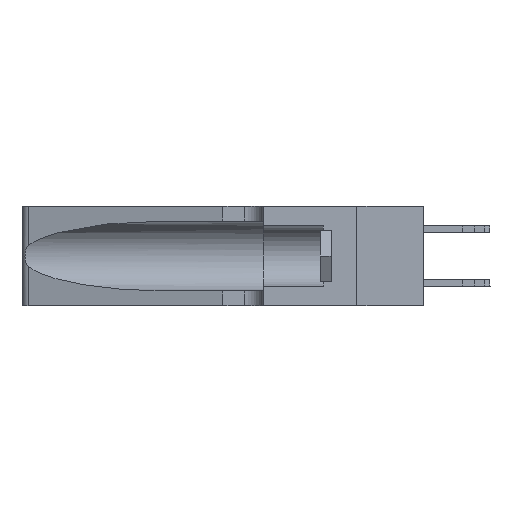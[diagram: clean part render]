
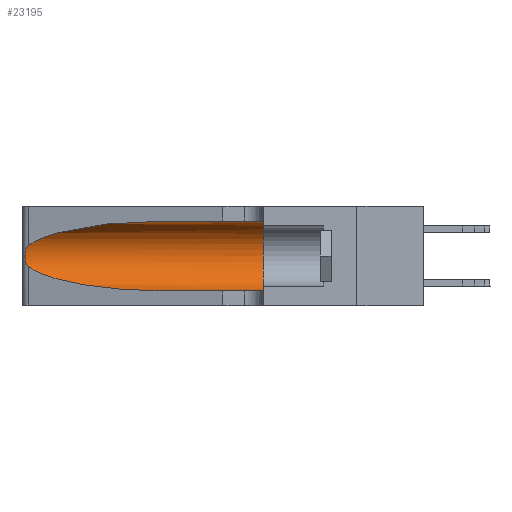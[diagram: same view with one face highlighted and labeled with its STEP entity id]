
A CAD part, left-side view. The second image highlights one B-rep face of the part: STEP entity #23195.
In plain terms, the highlighted cylindrical face has radius 3.308 mm (diameter 6.617 mm), a partial arc.
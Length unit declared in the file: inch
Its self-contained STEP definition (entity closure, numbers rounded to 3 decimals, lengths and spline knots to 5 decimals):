
#156 = CYLINDRICAL_SURFACE ( 'NONE', #2478, 0.13025 ) ;
#356 = ORIENTED_EDGE ( 'NONE', *, *, #15231, .F. ) ;
#577 = CARTESIAN_POINT ( 'NONE',  ( 0.1305, 0.72297, 0.05475 ) ) ;
#1664 = EDGE_LOOP ( 'NONE', ( #23479, #28124, #18891, #21566, #356, #23944 ) ) ;
#1823 = CARTESIAN_POINT ( 'NONE',  ( 0.25487, 1.22718, 0.14631 ) ) ;
#2299 = VECTOR ( 'NONE', #19088, 39.37008 ) ;
#2478 = AXIS2_PLACEMENT_3D ( 'NONE', #22438, #6986, #22555 ) ;
#3635 = VERTEX_POINT ( 'NONE', #13915 ) ;
#5247 = EDGE_CURVE ( 'NONE', #21538, #7266, #18274, .T. ) ;
#6770 = CARTESIAN_POINT ( 'NONE',  ( 0.25487, 1.22718, 0.22369 ) ) ;
#6966 = CARTESIAN_POINT ( 'NONE',  ( 0.25854, 1.2359, 0.20912 ) ) ;
#6986 = DIRECTION ( 'NONE',  ( 0., -1., 0. ) ) ;
#7059 = CARTESIAN_POINT ( 'NONE',  ( 0.25487, 1.22718, 0.22369 ) ) ;
#7266 = VERTEX_POINT ( 'NONE', #25091 ) ;
#7345 = CARTESIAN_POINT ( 'NONE',  ( 0.26075, 1.23896, 0.178 ) ) ;
#9181 = LINE ( 'NONE', #14189, #2299 ) ;
#9456 = EDGE_CURVE ( 'NONE', #3635, #27678, #28322, .T. ) ;
#9615 = DIRECTION ( 'NONE',  ( 0., -1., 0. ) ) ;
#10064 = CARTESIAN_POINT ( 'NONE',  ( 0.2373, 1.15595, 0.28018 ) ) ;
#10894 = CARTESIAN_POINT ( 'NONE',  ( 0.1305, 0.35, 0.31525 ) ) ;
#11528 = AXIS2_PLACEMENT_3D ( 'NONE', #33424, #12295, #28784 ) ;
#12295 = DIRECTION ( 'NONE',  ( 0., 1., 0. ) ) ;
#12316 = CARTESIAN_POINT ( 'NONE',  ( 0.1305, 1.61858, 0.05475 ) ) ;
#12892 = EDGE_CURVE ( 'NONE', #27678, #25652, #28723, .T. ) ;
#13915 = CARTESIAN_POINT ( 'NONE',  ( 0.1305, 0.72297, 0.31525 ) ) ;
#14189 = CARTESIAN_POINT ( 'NONE',  ( 0.1305, 1.61858, 0.31525 ) ) ;
#14929 = CARTESIAN_POINT ( 'NONE',  ( 0.18966, 0.96281, 0.31525 ) ) ;
#15231 = EDGE_CURVE ( 'NONE', #28671, #7266, #27781, .T. ) ;
#16599 = CARTESIAN_POINT ( 'NONE',  ( 0.25487, 1.22718, 0.14631 ) ) ;
#16974 = CARTESIAN_POINT ( 'NONE',  ( 0.2373, 1.15595, 0.08982 ) ) ;
#17411 = CARTESIAN_POINT ( 'NONE',  ( 0.25555, 1.22993, 0.14849 ) ) ;
#17429 = CARTESIAN_POINT ( 'NONE',  ( 0.25487, 1.22718, 0.22369 ) ) ;
#17652 = CARTESIAN_POINT ( 'NONE',  ( 0.26075, 1.23896, 0.19203 ) ) ;
#18181 = CARTESIAN_POINT ( 'NONE',  ( 0.1305, 0.72297, 0.05475 ) ) ;
#18274 = LINE ( 'NONE', #12316, #27150 ) ;
#18891 = ORIENTED_EDGE ( 'NONE', *, *, #20097, .T. ) ;
#19088 = DIRECTION ( 'NONE',  ( 0., -1., 0. ) ) ;
#20033 = EDGE_CURVE ( 'NONE', #3635, #28671, #9181, .T. ) ;
#20097 = EDGE_CURVE ( 'NONE', #25652, #21538, #30801, .T. ) ;
#21538 = VERTEX_POINT ( 'NONE', #577 ) ;
#21566 = ORIENTED_EDGE ( 'NONE', *, *, #5247, .T. ) ;
#21795 = CARTESIAN_POINT ( 'NONE',  ( 0.25487, 1.22718, 0.14631 ) ) ;
#22438 = CARTESIAN_POINT ( 'NONE',  ( 0.1305, 1.61858, 0.185 ) ) ;
#22536 = CARTESIAN_POINT ( 'NONE',  ( 0.25639, 1.23184, 0.21858 ) ) ;
#22555 = DIRECTION ( 'NONE',  ( 0., 0., -1. ) ) ;
#23195 = ADVANCED_FACE ( 'NONE', ( #30724 ), #156, .F. ) ;
#23479 = ORIENTED_EDGE ( 'NONE', *, *, #9456, .T. ) ;
#23944 = ORIENTED_EDGE ( 'NONE', *, *, #20033, .F. ) ;
#24951 = CARTESIAN_POINT ( 'NONE',  ( 0.25555, 1.22994, 0.2215 ) ) ;
#25091 = CARTESIAN_POINT ( 'NONE',  ( 0.1305, 0.35, 0.05475 ) ) ;
#25148 = CARTESIAN_POINT ( 'NONE',  ( 0.26017, 1.23833, 0.17102 ) ) ;
#25504 = CARTESIAN_POINT ( 'NONE',  ( 0.25856, 1.23593, 0.16098 ) ) ;
#25652 = VERTEX_POINT ( 'NONE', #21795 ) ;
#27150 = VECTOR ( 'NONE', #9615, 39.37008 ) ;
#27678 = VERTEX_POINT ( 'NONE', #7059 ) ;
#27781 = CIRCLE ( 'NONE', #11528, 0.13025 ) ;
#28073 = CARTESIAN_POINT ( 'NONE',  ( 0.18966, 0.96281, 0.05475 ) ) ;
#28124 = ORIENTED_EDGE ( 'NONE', *, *, #12892, .T. ) ;
#28322 =( BOUNDED_CURVE ( )  B_SPLINE_CURVE ( 3, ( #30890, #14929, #10064, #17429 ),
 .UNSPECIFIED., .F., .T. ) 
 B_SPLINE_CURVE_WITH_KNOTS ( ( 4, 4 ),
 ( 1.5708, 2.84003 ),
 .UNSPECIFIED. ) 
 CURVE ( )  GEOMETRIC_REPRESENTATION_ITEM ( )  RATIONAL_B_SPLINE_CURVE ( ( 1., 0.87, 0.87, 1. ) ) 
 REPRESENTATION_ITEM ( '' )  );
#28671 = VERTEX_POINT ( 'NONE', #10894 ) ;
#28723 = B_SPLINE_CURVE_WITH_KNOTS ( 'NONE', 3,
 ( #6770, #24951, #22536, #33416, #6966, #33167, #17652, #7345, #25148, #25504, #30404, #33043, #17411, #1823 ),
 .UNSPECIFIED., .F., .F.,
 ( 4, 2, 2, 2, 2, 2, 4 ),
 ( 0., 0.00027, 0.00053, 0.00107, 0.0016, 0.00187, 0.00214 ),
 .UNSPECIFIED. ) ;
#28784 = DIRECTION ( 'NONE',  ( 0., 0., 1. ) ) ;
#30404 = CARTESIAN_POINT ( 'NONE',  ( 0.25789, 1.23486, 0.15765 ) ) ;
#30724 = FACE_OUTER_BOUND ( 'NONE', #1664, .T. ) ;
#30801 =( BOUNDED_CURVE ( )  B_SPLINE_CURVE ( 3, ( #16599, #16974, #28073, #18181 ),
 .UNSPECIFIED., .F., .F. ) 
 B_SPLINE_CURVE_WITH_KNOTS ( ( 4, 4 ),
 ( 3.44316, 4.71239 ),
 .UNSPECIFIED. ) 
 CURVE ( )  GEOMETRIC_REPRESENTATION_ITEM ( )  RATIONAL_B_SPLINE_CURVE ( ( 1., 0.87, 0.87, 1. ) ) 
 REPRESENTATION_ITEM ( '' )  );
#30890 = CARTESIAN_POINT ( 'NONE',  ( 0.1305, 0.72297, 0.31525 ) ) ;
#33043 = CARTESIAN_POINT ( 'NONE',  ( 0.25639, 1.23186, 0.15144 ) ) ;
#33167 = CARTESIAN_POINT ( 'NONE',  ( 0.26018, 1.23835, 0.19895 ) ) ;
#33416 = CARTESIAN_POINT ( 'NONE',  ( 0.25787, 1.23484, 0.2124 ) ) ;
#33424 = CARTESIAN_POINT ( 'NONE',  ( 0.1305, 0.35, 0.185 ) ) ;
